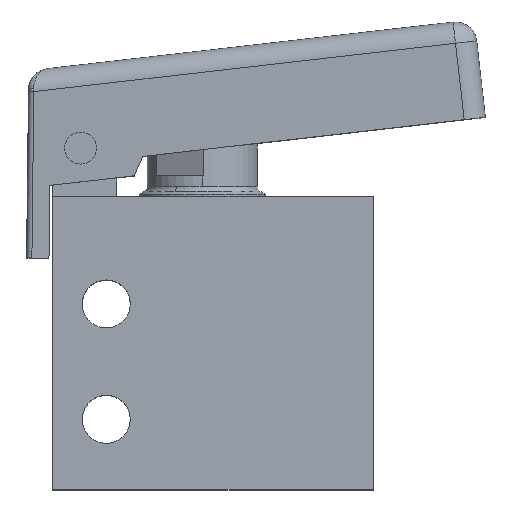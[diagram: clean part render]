
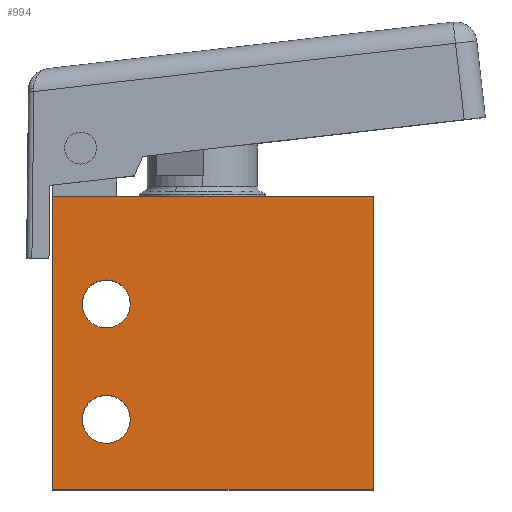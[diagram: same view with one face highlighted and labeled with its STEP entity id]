
A CAD part, top view. The second image highlights one B-rep face of the part: STEP entity #994.
In plain terms, the highlighted planar face has unit normal (0, 0, 1).
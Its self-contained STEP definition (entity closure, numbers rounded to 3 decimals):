
#41 = ORIENTED_EDGE ( 'NONE', *, *, #872, .F. ) ;
#58 = CIRCLE ( 'NONE', #1715, 2.25 ) ;
#68 = CARTESIAN_POINT ( 'NONE',  ( 2.75, 6.6, 15. ) ) ;
#75 = FACE_BOUND ( 'NONE', #453, .T. ) ;
#132 = VERTEX_POINT ( 'NONE', #3594 ) ;
#133 = CARTESIAN_POINT ( 'NONE',  ( 0., 0., 15. ) ) ;
#214 = CARTESIAN_POINT ( 'NONE',  ( 30., 27.5, 15. ) ) ;
#343 = AXIS2_PLACEMENT_3D ( 'NONE', #3867, #728, #3233 ) ;
#453 = EDGE_LOOP ( 'NONE', ( #3629, #3184 ) ) ;
#500 = EDGE_LOOP ( 'NONE', ( #41, #1990, #2103, #3530 ) ) ;
#554 = CARTESIAN_POINT ( 'NONE',  ( 0., 0., 15. ) ) ;
#622 = DIRECTION ( 'NONE',  ( 0., 0., 1. ) ) ;
#684 = VERTEX_POINT ( 'NONE', #3072 ) ;
#714 = DIRECTION ( 'NONE',  ( 0., 0., 1. ) ) ;
#725 = FACE_BOUND ( 'NONE', #927, .T. ) ;
#728 = DIRECTION ( 'NONE',  ( 0., 0., 1. ) ) ;
#807 = CARTESIAN_POINT ( 'NONE',  ( 30., 27.5, 15. ) ) ;
#816 = CARTESIAN_POINT ( 'NONE',  ( 0., 27.5, 15. ) ) ;
#872 = EDGE_CURVE ( 'NONE', #684, #3362, #1950, .T. ) ;
#927 = EDGE_LOOP ( 'NONE', ( #2015, #3401 ) ) ;
#994 = ADVANCED_FACE ( 'NONE', ( #2338, #75, #725 ), #2598, .F. ) ;
#1042 = DIRECTION ( 'NONE',  ( 1., 0., 0. ) ) ;
#1104 = CARTESIAN_POINT ( 'NONE',  ( 0., 27.5, 15. ) ) ;
#1395 = CIRCLE ( 'NONE', #343, 2.25 ) ;
#1469 = VECTOR ( 'NONE', #1961, 1000. ) ;
#1496 = CIRCLE ( 'NONE', #3386, 2.25 ) ;
#1565 = DIRECTION ( 'NONE',  ( 1., 0., 0. ) ) ;
#1659 = VERTEX_POINT ( 'NONE', #2516 ) ;
#1715 = AXIS2_PLACEMENT_3D ( 'NONE', #3682, #622, #1565 ) ;
#1777 = VERTEX_POINT ( 'NONE', #3754 ) ;
#1934 = VERTEX_POINT ( 'NONE', #68 ) ;
#1950 = LINE ( 'NONE', #133, #1469 ) ;
#1961 = DIRECTION ( 'NONE',  ( -1., 0., 0. ) ) ;
#1990 = ORIENTED_EDGE ( 'NONE', *, *, #3260, .F. ) ;
#2015 = ORIENTED_EDGE ( 'NONE', *, *, #2855, .F. ) ;
#2023 = DIRECTION ( 'NONE',  ( 0., 0., -1. ) ) ;
#2036 = VECTOR ( 'NONE', #2182, 1000. ) ;
#2042 = CARTESIAN_POINT ( 'NONE',  ( 5., 6.6, 15. ) ) ;
#2103 = ORIENTED_EDGE ( 'NONE', *, *, #2326, .F. ) ;
#2118 = CARTESIAN_POINT ( 'NONE',  ( 0., 27.5, 15. ) ) ;
#2157 = LINE ( 'NONE', #2118, #3310 ) ;
#2182 = DIRECTION ( 'NONE',  ( 1., 0., 0. ) ) ;
#2272 = CARTESIAN_POINT ( 'NONE',  ( 5., 6.6, 15. ) ) ;
#2310 = EDGE_CURVE ( 'NONE', #1777, #1659, #58, .T. ) ;
#2326 = EDGE_CURVE ( 'NONE', #2657, #2541, #2470, .T. ) ;
#2338 = FACE_OUTER_BOUND ( 'NONE', #500, .T. ) ;
#2470 = LINE ( 'NONE', #3772, #2036 ) ;
#2516 = CARTESIAN_POINT ( 'NONE',  ( 7.25, 17.4, 15. ) ) ;
#2541 = VERTEX_POINT ( 'NONE', #214 ) ;
#2598 = PLANE ( 'NONE',  #3311 ) ;
#2657 = VERTEX_POINT ( 'NONE', #1104 ) ;
#2714 = DIRECTION ( 'NONE',  ( 0., 1., 0. ) ) ;
#2855 = EDGE_CURVE ( 'NONE', #1659, #1777, #1395, .T. ) ;
#2936 = DIRECTION ( 'NONE',  ( 0., 0., 1. ) ) ;
#2994 = EDGE_CURVE ( 'NONE', #132, #1934, #1496, .T. ) ;
#3072 = CARTESIAN_POINT ( 'NONE',  ( 30., 0., 15. ) ) ;
#3108 = CIRCLE ( 'NONE', #3272, 2.25 ) ;
#3184 = ORIENTED_EDGE ( 'NONE', *, *, #3792, .F. ) ;
#3233 = DIRECTION ( 'NONE',  ( 1., 0., 0. ) ) ;
#3260 = EDGE_CURVE ( 'NONE', #2541, #684, #3419, .T. ) ;
#3272 = AXIS2_PLACEMENT_3D ( 'NONE', #2272, #714, #1042 ) ;
#3303 = DIRECTION ( 'NONE',  ( -1., 0., 0. ) ) ;
#3306 = DIRECTION ( 'NONE',  ( 0., -1., 0. ) ) ;
#3310 = VECTOR ( 'NONE', #2714, 1000. ) ;
#3311 = AXIS2_PLACEMENT_3D ( 'NONE', #816, #2023, #3303 ) ;
#3362 = VERTEX_POINT ( 'NONE', #554 ) ;
#3367 = EDGE_CURVE ( 'NONE', #3362, #2657, #2157, .T. ) ;
#3386 = AXIS2_PLACEMENT_3D ( 'NONE', #2042, #2936, #3647 ) ;
#3401 = ORIENTED_EDGE ( 'NONE', *, *, #2310, .F. ) ;
#3419 = LINE ( 'NONE', #807, #3901 ) ;
#3530 = ORIENTED_EDGE ( 'NONE', *, *, #3367, .F. ) ;
#3594 = CARTESIAN_POINT ( 'NONE',  ( 7.25, 6.6, 15. ) ) ;
#3629 = ORIENTED_EDGE ( 'NONE', *, *, #2994, .F. ) ;
#3647 = DIRECTION ( 'NONE',  ( 1., 0., 0. ) ) ;
#3682 = CARTESIAN_POINT ( 'NONE',  ( 5., 17.4, 15. ) ) ;
#3754 = CARTESIAN_POINT ( 'NONE',  ( 2.75, 17.4, 15. ) ) ;
#3772 = CARTESIAN_POINT ( 'NONE',  ( 0., 27.5, 15. ) ) ;
#3792 = EDGE_CURVE ( 'NONE', #1934, #132, #3108, .T. ) ;
#3867 = CARTESIAN_POINT ( 'NONE',  ( 5., 17.4, 15. ) ) ;
#3901 = VECTOR ( 'NONE', #3306, 1000. ) ;
